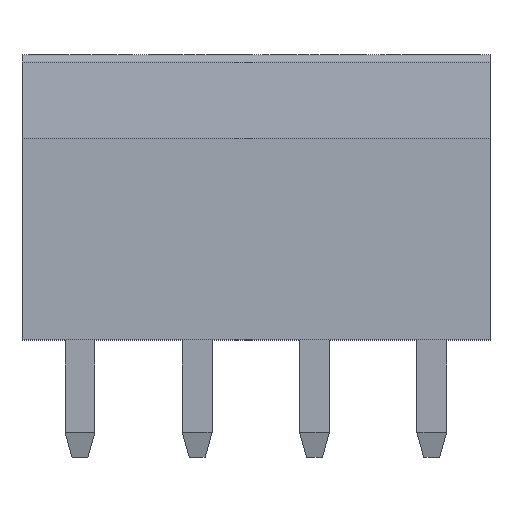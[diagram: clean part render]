
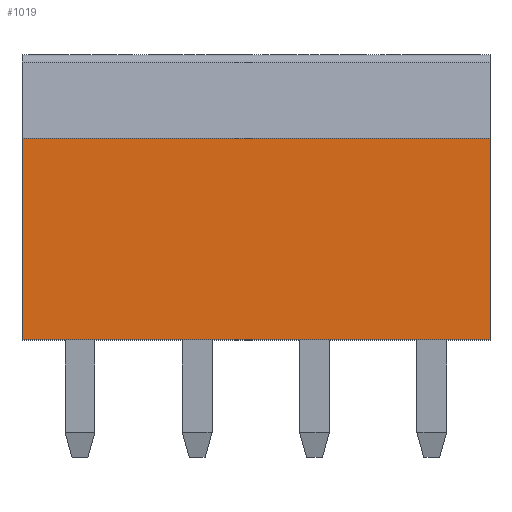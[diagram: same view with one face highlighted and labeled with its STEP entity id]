
A CAD part, top view. The second image highlights one B-rep face of the part: STEP entity #1019.
In plain terms, the highlighted planar face has unit normal (0, 0, 1).
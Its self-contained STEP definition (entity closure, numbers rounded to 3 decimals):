
#915 = EDGE_CURVE ( 'NONE', #1479, #1478, #3195, .T. ) ;
#1019 = ADVANCED_FACE ( 'NONE', ( #3044 ), #3309, .T. ) ;
#1026 = EDGE_CURVE ( 'NONE', #1490, #1479, #3464, .T. ) ;
#1047 = ORIENTED_EDGE ( 'NONE', *, *, #1101, .F. ) ;
#1048 = ORIENTED_EDGE ( 'NONE', *, *, #915, .T. ) ;
#1049 = ORIENTED_EDGE ( 'NONE', *, *, #1100, .T. ) ;
#1050 = ORIENTED_EDGE ( 'NONE', *, *, #1026, .T. ) ;
#1100 = EDGE_CURVE ( 'NONE', #1478, #1491, #3473, .T. ) ;
#1101 = EDGE_CURVE ( 'NONE', #1490, #1491, #3477, .T. ) ;
#1478 = VERTEX_POINT ( 'NONE', #4758 ) ;
#1479 = VERTEX_POINT ( 'NONE', #4759 ) ;
#1490 = VERTEX_POINT ( 'NONE', #4770 ) ;
#1491 = VERTEX_POINT ( 'NONE', #4771 ) ;
#1551 = EDGE_LOOP ( 'NONE', ( #1048, #1049, #1047, #1050 ) ) ;
#3044 = FACE_OUTER_BOUND ( 'NONE', #1551, .T. ) ;
#3195 = LINE ( 'NONE', #3196, #3352 ) ;
#3196 = CARTESIAN_POINT ( 'NONE',  ( -6.985, 6.01, 3.645 ) ) ;
#3197 = DIRECTION ( 'NONE',  ( -1., 0., 0. ) ) ;
#3309 = PLANE ( 'NONE',  #3389 ) ;
#3310 = CARTESIAN_POINT ( 'NONE',  ( -6.985, 6.01, 3.645 ) ) ;
#3311 = DIRECTION ( 'NONE',  ( 0., 0., 1. ) ) ;
#3312 = DIRECTION ( 'NONE',  ( 1., 0., 0. ) ) ;
#3352 = VECTOR ( 'NONE', #3197, 1000. ) ;
#3389 = AXIS2_PLACEMENT_3D ( 'NONE', #3310, #3311, #3312 ) ;
#3417 = VECTOR ( 'NONE', #3466, 1000. ) ;
#3419 = VECTOR ( 'NONE', #3475, 1000. ) ;
#3420 = VECTOR ( 'NONE', #3479, 1000. ) ;
#3464 = LINE ( 'NONE', #3465, #3417 ) ;
#3465 = CARTESIAN_POINT ( 'NONE',  ( 6.985, 6.01, 3.645 ) ) ;
#3466 = DIRECTION ( 'NONE',  ( 0., 1., 0. ) ) ;
#3473 = LINE ( 'NONE', #3474, #3419 ) ;
#3474 = CARTESIAN_POINT ( 'NONE',  ( -6.985, 0., 3.645 ) ) ;
#3475 = DIRECTION ( 'NONE',  ( 0., -1., 0. ) ) ;
#3477 = LINE ( 'NONE', #3478, #3420 ) ;
#3478 = CARTESIAN_POINT ( 'NONE',  ( -6.985, 0., 3.645 ) ) ;
#3479 = DIRECTION ( 'NONE',  ( -1., 0., 0. ) ) ;
#4758 = CARTESIAN_POINT ( 'NONE',  ( -6.985, 6.01, 3.645 ) ) ;
#4759 = CARTESIAN_POINT ( 'NONE',  ( 6.985, 6.01, 3.645 ) ) ;
#4770 = CARTESIAN_POINT ( 'NONE',  ( 6.985, 0., 3.645 ) ) ;
#4771 = CARTESIAN_POINT ( 'NONE',  ( -6.985, 0., 3.645 ) ) ;
